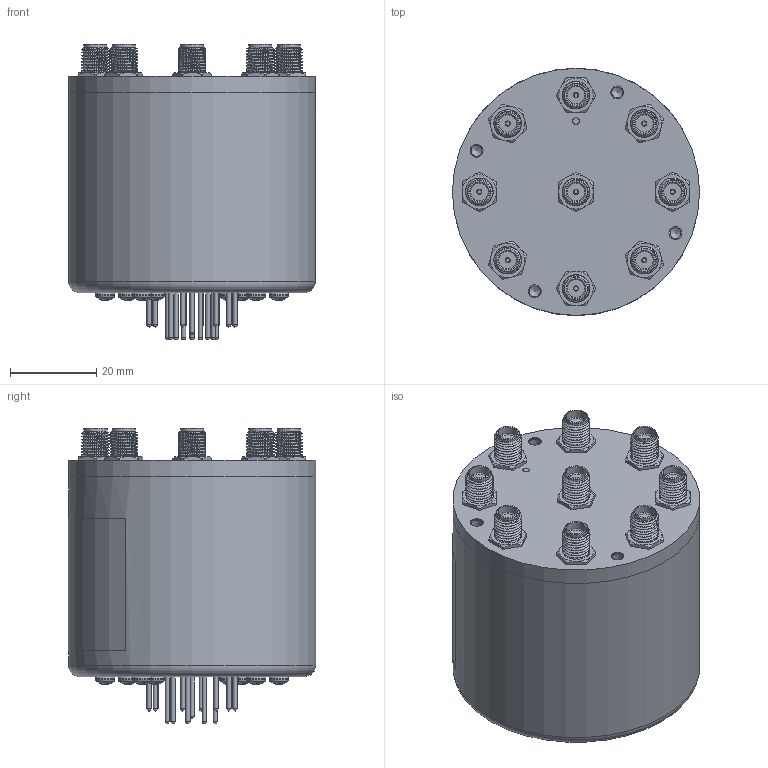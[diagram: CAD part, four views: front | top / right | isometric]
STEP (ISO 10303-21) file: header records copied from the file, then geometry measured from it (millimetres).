
FILE_DESCRIPTION (( 'STEP AP203' ), '1' );
FILE_NAME ('PE71S6080_3D.step', '2022-07-22T16:13:46', ( '' ), ( '' ), 'SwSTEP 2.0', 'SolidWorks 2021', '' );
FILE_SCHEMA (( 'CONFIG_CONTROL_DESIGN' ));
Length unit declared in the file: inch
Products named in the file (1): PE71S6080_3D
Bounding box: 57.15 x 57.2 x 68.46 mm (x, y, z)
Volume: 128819.4 mm3; surface area: 17792.8 mm2
Topology: 1 solids, 1 shells, 762 faces, 1936 edges, 1251 vertices
Faces by surface type: plane 284, cylinder 245, cone 117, torus 52, bspline 36, sphere 28
Full cylindrical faces by diameter (mm): 0.94 x9, 1.016 x20, 1.194 x9, 1.504 x1, 2.5 x4, 3 x4, 4.365 x8, 4.572 x9, 5.335 x9, 25.4 x1, 57.15 x2
Entity records: 36623 total; most frequent: CARTESIAN_POINT 20410, ORIENTED_EDGE 3292, DIRECTION 3215, EDGE_CURVE 1646, AXIS2_PLACEMENT_3D 1348, VERTEX_POINT 1148, EDGE_LOOP 1006, FACE_OUTER_BOUND 881
